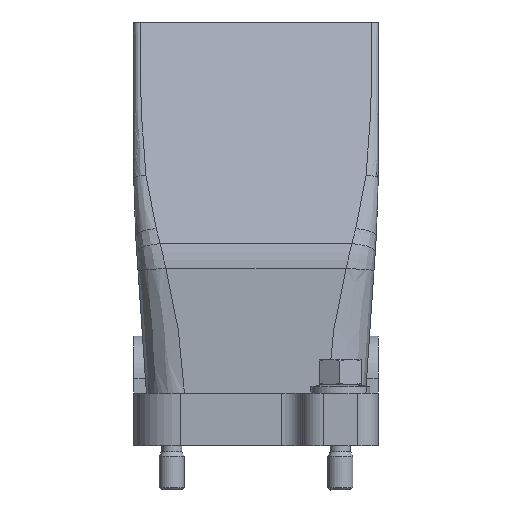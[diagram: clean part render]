
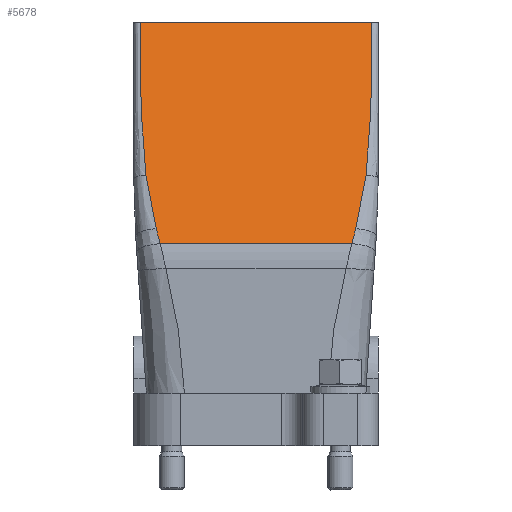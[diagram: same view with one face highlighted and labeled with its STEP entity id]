
A CAD part, front view. The second image highlights one B-rep face of the part: STEP entity #5678.
In plain terms, the highlighted planar face has unit normal (0, -0.956, 0.293).
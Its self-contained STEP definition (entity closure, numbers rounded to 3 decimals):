
#5593=AXIS2_PLACEMENT_3D('Plane Axis2P3D',#5590,#5591,#5592) ;
#3985=CARTESIAN_POINT('Vertex',(1.5,38.,111.)) ;
#3988=CARTESIAN_POINT('Line Origine',(29.,38.,111.)) ;
#3992=CARTESIAN_POINT('Vertex',(56.5,38.,111.)) ;
#5563=CARTESIAN_POINT('Vertex',(2.899,26.855,74.66)) ;
#5567=CARTESIAN_POINT('Control Point',(2.899,26.855,74.66)) ;
#5568=CARTESIAN_POINT('Control Point',(2.48,27.965,78.279)) ;
#5569=CARTESIAN_POINT('Control Point',(2.159,29.077,81.904)) ;
#5570=CARTESIAN_POINT('Control Point',(1.929,30.19,85.534)) ;
#5571=CARTESIAN_POINT('Control Point',(1.693,31.861,90.983)) ;
#5572=CARTESIAN_POINT('Control Point',(1.578,33.533,96.434)) ;
#5573=CARTESIAN_POINT('Control Point',(1.551,34.09,98.251)) ;
#5574=CARTESIAN_POINT('Control Point',(1.52,35.019,101.281)) ;
#5575=CARTESIAN_POINT('Control Point',(1.506,35.949,104.311)) ;
#5576=CARTESIAN_POINT('Control Point',(1.503,36.321,105.524)) ;
#5577=CARTESIAN_POINT('Control Point',(1.501,36.856,107.269)) ;
#5578=CARTESIAN_POINT('Control Point',(1.5,37.391,109.014)) ;
#5579=CARTESIAN_POINT('Control Point',(1.5,37.59,109.663)) ;
#5580=CARTESIAN_POINT('Control Point',(1.5,37.799,110.343)) ;
#5581=CARTESIAN_POINT('Control Point',(1.5,38.,111.)) ;
#5590=CARTESIAN_POINT('Axis2P3D Location',(29.,38.,111.)) ;
#5596=CARTESIAN_POINT('Control Point',(5.339,22.964,61.971)) ;
#5597=CARTESIAN_POINT('Control Point',(5.277,23.037,62.212)) ;
#5598=CARTESIAN_POINT('Control Point',(5.214,23.111,62.452)) ;
#5599=CARTESIAN_POINT('Control Point',(5.152,23.186,62.696)) ;
#5600=CARTESIAN_POINT('Control Point',(4.517,23.956,65.206)) ;
#5601=CARTESIAN_POINT('Control Point',(3.956,24.73,67.732)) ;
#5602=CARTESIAN_POINT('Control Point',(3.523,25.435,70.028)) ;
#5603=CARTESIAN_POINT('Control Point',(3.172,26.144,72.34)) ;
#5604=CARTESIAN_POINT('Control Point',(2.899,26.855,74.66)) ;
#5605=CARTESIAN_POINT('Vertex',(5.339,22.964,61.971)) ;
#5609=CARTESIAN_POINT('Control Point',(6.26,21.879,58.435)) ;
#5610=CARTESIAN_POINT('Control Point',(6.075,22.095,59.138)) ;
#5611=CARTESIAN_POINT('Control Point',(5.891,22.311,59.843)) ;
#5612=CARTESIAN_POINT('Control Point',(5.703,22.531,60.561)) ;
#5613=CARTESIAN_POINT('Control Point',(5.52,22.747,61.266)) ;
#5614=CARTESIAN_POINT('Control Point',(5.339,22.964,61.971)) ;
#5615=CARTESIAN_POINT('Vertex',(6.26,21.879,58.435)) ;
#5618=CARTESIAN_POINT('Line Origine',(29.,21.879,58.435)) ;
#5622=CARTESIAN_POINT('Vertex',(51.74,21.879,58.435)) ;
#5626=CARTESIAN_POINT('Control Point',(51.74,21.879,58.435)) ;
#5627=CARTESIAN_POINT('Control Point',(51.925,22.095,59.138)) ;
#5628=CARTESIAN_POINT('Control Point',(52.109,22.311,59.843)) ;
#5629=CARTESIAN_POINT('Control Point',(52.297,22.531,60.561)) ;
#5630=CARTESIAN_POINT('Control Point',(52.48,22.747,61.266)) ;
#5631=CARTESIAN_POINT('Control Point',(52.661,22.964,61.971)) ;
#5632=CARTESIAN_POINT('Vertex',(52.661,22.964,61.971)) ;
#5636=CARTESIAN_POINT('Control Point',(52.661,22.964,61.971)) ;
#5637=CARTESIAN_POINT('Control Point',(52.723,23.037,62.212)) ;
#5638=CARTESIAN_POINT('Control Point',(52.786,23.111,62.452)) ;
#5639=CARTESIAN_POINT('Control Point',(52.848,23.186,62.696)) ;
#5640=CARTESIAN_POINT('Control Point',(53.483,23.956,65.206)) ;
#5641=CARTESIAN_POINT('Control Point',(54.044,24.73,67.732)) ;
#5642=CARTESIAN_POINT('Control Point',(54.477,25.435,70.028)) ;
#5643=CARTESIAN_POINT('Control Point',(54.828,26.144,72.34)) ;
#5644=CARTESIAN_POINT('Control Point',(55.101,26.855,74.66)) ;
#5645=CARTESIAN_POINT('Vertex',(55.101,26.855,74.66)) ;
#5649=CARTESIAN_POINT('Control Point',(55.101,26.855,74.66)) ;
#5650=CARTESIAN_POINT('Control Point',(55.836,28.801,81.004)) ;
#5651=CARTESIAN_POINT('Control Point',(56.269,30.755,87.378)) ;
#5652=CARTESIAN_POINT('Control Point',(56.442,32.713,93.762)) ;
#5653=CARTESIAN_POINT('Control Point',(56.489,34.737,100.36)) ;
#5654=CARTESIAN_POINT('Control Point',(56.498,36.761,106.959)) ;
#5655=CARTESIAN_POINT('Control Point',(56.499,36.828,107.177)) ;
#5656=CARTESIAN_POINT('Control Point',(56.499,36.965,107.625)) ;
#5657=CARTESIAN_POINT('Control Point',(56.499,37.102,108.073)) ;
#5658=CARTESIAN_POINT('Control Point',(56.499,37.156,108.248)) ;
#5659=CARTESIAN_POINT('Control Point',(56.5,37.294,108.699)) ;
#5660=CARTESIAN_POINT('Control Point',(56.5,37.435,109.159)) ;
#5661=CARTESIAN_POINT('Control Point',(56.5,37.505,109.387)) ;
#5662=CARTESIAN_POINT('Control Point',(56.5,37.646,109.847)) ;
#5663=CARTESIAN_POINT('Control Point',(56.5,37.789,110.311)) ;
#5664=CARTESIAN_POINT('Control Point',(56.5,37.859,110.542)) ;
#5665=CARTESIAN_POINT('Control Point',(56.5,37.93,110.771)) ;
#5666=CARTESIAN_POINT('Control Point',(56.5,38.,111.)) ;
#3989=DIRECTION('Vector Direction',(-1.,0.,0.)) ;
#5591=DIRECTION('Axis2P3D Direction',(0.,0.956,-0.293)) ;
#5592=DIRECTION('Axis2P3D XDirection',(0.,-0.293,-0.956)) ;
#5619=DIRECTION('Vector Direction',(-1.,0.,0.)) ;
#3990=VECTOR('Line Direction',#3989,1.) ;
#5620=VECTOR('Line Direction',#5619,1.) ;
#5669=ORIENTED_EDGE('',*,*,#5582,.T.) ;
#5670=ORIENTED_EDGE('',*,*,#5607,.T.) ;
#5671=ORIENTED_EDGE('',*,*,#5617,.T.) ;
#5672=ORIENTED_EDGE('',*,*,#5624,.F.) ;
#5673=ORIENTED_EDGE('',*,*,#5634,.F.) ;
#5674=ORIENTED_EDGE('',*,*,#5647,.F.) ;
#5675=ORIENTED_EDGE('',*,*,#5667,.F.) ;
#5676=ORIENTED_EDGE('',*,*,#3994,.T.) ;
#5678=ADVANCED_FACE('Hood.1',(#5677),#5594,.F.) ;
#5566=B_SPLINE_CURVE_WITH_KNOTS('',5,(#5567,#5568,#5569,#5570,#5571,#5572,#5573,#5574,#5575,#5576,#5577,#5578,#5579,#5580,#5581),.UNSPECIFIED.,.F.,.U.,(6,3,3,3,6),(118.983,138.232,147.857,154.282,157.1),.UNSPECIFIED.) ;
#5595=B_SPLINE_CURVE_WITH_KNOTS('',5,(#5596,#5597,#5598,#5599,#5600,#5601,#5602,#5603,#5604),.UNSPECIFIED.,.F.,.U.,(6,3,6),(0.,1.836,19.104),.UNSPECIFIED.) ;
#5608=B_SPLINE_CURVE_WITH_KNOTS('',5,(#5609,#5610,#5611,#5612,#5613,#5614),.UNSPECIFIED.,.F.,.U.,(6,6),(0.,5.391),.UNSPECIFIED.) ;
#5625=B_SPLINE_CURVE_WITH_KNOTS('',5,(#5626,#5627,#5628,#5629,#5630,#5631),.UNSPECIFIED.,.F.,.U.,(6,6),(0.,5.391),.UNSPECIFIED.) ;
#5635=B_SPLINE_CURVE_WITH_KNOTS('',5,(#5636,#5637,#5638,#5639,#5640,#5641,#5642,#5643,#5644),.UNSPECIFIED.,.F.,.U.,(6,3,6),(0.,1.836,19.104),.UNSPECIFIED.) ;
#5648=B_SPLINE_CURVE_WITH_KNOTS('',5,(#5649,#5650,#5651,#5652,#5653,#5654,#5655,#5656,#5657,#5658,#5659,#5660,#5661,#5662,#5663,#5664,#5665,#5666),.UNSPECIFIED.,.F.,.U.,(6,3,3,3,3,6),(0.,47.342,48.964,50.666,52.288,53.91),.UNSPECIFIED.) ;
#3994=EDGE_CURVE('',#3993,#3986,#3991,.T.) ;
#5582=EDGE_CURVE('',#3986,#5564,#5566,.F.) ;
#5607=EDGE_CURVE('',#5564,#5606,#5595,.F.) ;
#5617=EDGE_CURVE('',#5606,#5616,#5608,.F.) ;
#5624=EDGE_CURVE('',#5623,#5616,#5621,.T.) ;
#5634=EDGE_CURVE('',#5633,#5623,#5625,.F.) ;
#5647=EDGE_CURVE('',#5646,#5633,#5635,.F.) ;
#5667=EDGE_CURVE('',#3993,#5646,#5648,.F.) ;
#5668=EDGE_LOOP('',(#5669,#5670,#5671,#5672,#5673,#5674,#5675,#5676)) ;
#5677=FACE_OUTER_BOUND('',#5668,.T.) ;
#3991=LINE('Line',#3988,#3990) ;
#5621=LINE('Line',#5618,#5620) ;
#5594=PLANE('',#5593) ;
#3986=VERTEX_POINT('',#3985) ;
#3993=VERTEX_POINT('',#3992) ;
#5564=VERTEX_POINT('',#5563) ;
#5606=VERTEX_POINT('',#5605) ;
#5616=VERTEX_POINT('',#5615) ;
#5623=VERTEX_POINT('',#5622) ;
#5633=VERTEX_POINT('',#5632) ;
#5646=VERTEX_POINT('',#5645) ;
